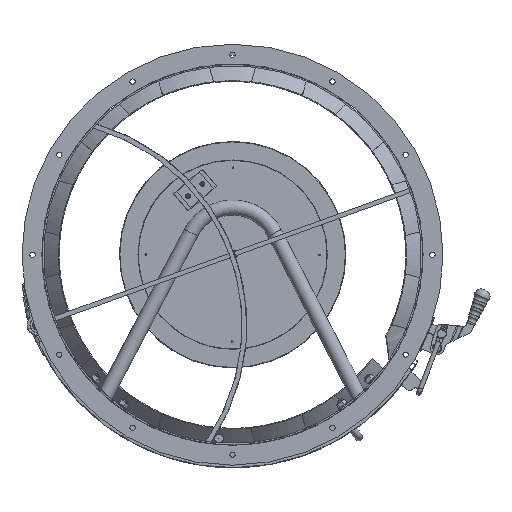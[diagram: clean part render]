
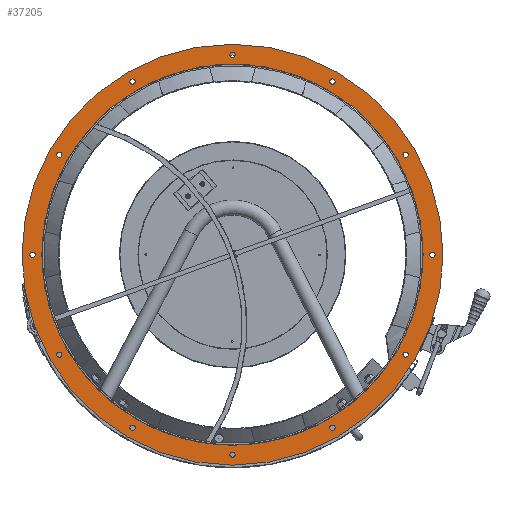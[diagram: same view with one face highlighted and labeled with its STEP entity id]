
A CAD part, front view. The second image highlights one B-rep face of the part: STEP entity #37205.
In plain terms, the highlighted planar face has unit normal (0, -1, 0).
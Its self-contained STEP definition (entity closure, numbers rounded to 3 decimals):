
#7065=PLANE('',#40696);
#8335=FACE_BOUND('',#13258,.T.);
#8336=FACE_BOUND('',#13259,.T.);
#8337=FACE_BOUND('',#13260,.T.);
#8338=FACE_BOUND('',#13261,.T.);
#8339=FACE_BOUND('',#13262,.T.);
#8340=FACE_BOUND('',#13263,.T.);
#8341=FACE_BOUND('',#13264,.T.);
#8342=FACE_BOUND('',#13265,.T.);
#8343=FACE_BOUND('',#13266,.T.);
#8344=FACE_BOUND('',#13267,.T.);
#8345=FACE_BOUND('',#13268,.T.);
#8346=FACE_BOUND('',#13269,.T.);
#8347=FACE_BOUND('',#13270,.T.);
#10432=FACE_OUTER_BOUND('',#13257,.T.);
#13257=EDGE_LOOP('',(#32463));
#13258=EDGE_LOOP('',(#32464));
#13259=EDGE_LOOP('',(#32465));
#13260=EDGE_LOOP('',(#32466));
#13261=EDGE_LOOP('',(#32467));
#13262=EDGE_LOOP('',(#32468));
#13263=EDGE_LOOP('',(#32469));
#13264=EDGE_LOOP('',(#32470));
#13265=EDGE_LOOP('',(#32471));
#13266=EDGE_LOOP('',(#32472));
#13267=EDGE_LOOP('',(#32473));
#13268=EDGE_LOOP('',(#32474));
#13269=EDGE_LOOP('',(#32475));
#13270=EDGE_LOOP('',(#32476));
#14799=CIRCLE('',#40659,7.);
#14801=CIRCLE('',#40662,7.);
#14803=CIRCLE('',#40665,7.);
#14805=CIRCLE('',#40668,7.);
#14807=CIRCLE('',#40671,7.);
#14809=CIRCLE('',#40674,7.);
#14811=CIRCLE('',#40677,7.);
#14813=CIRCLE('',#40680,7.);
#14815=CIRCLE('',#40683,7.);
#14817=CIRCLE('',#40686,7.);
#14819=CIRCLE('',#40689,7.);
#14821=CIRCLE('',#40692,7.);
#14822=CIRCLE('',#40694,558.);
#14824=CIRCLE('',#40697,505.5);
#18019=VERTEX_POINT('',#87527);
#18021=VERTEX_POINT('',#87532);
#18023=VERTEX_POINT('',#87537);
#18025=VERTEX_POINT('',#87542);
#18027=VERTEX_POINT('',#87547);
#18029=VERTEX_POINT('',#87552);
#18031=VERTEX_POINT('',#87557);
#18033=VERTEX_POINT('',#87562);
#18035=VERTEX_POINT('',#87567);
#18037=VERTEX_POINT('',#87572);
#18039=VERTEX_POINT('',#87577);
#18041=VERTEX_POINT('',#87582);
#18042=VERTEX_POINT('',#87585);
#18044=VERTEX_POINT('',#87590);
#22826=EDGE_CURVE('',#18019,#18019,#14799,.T.);
#22828=EDGE_CURVE('',#18021,#18021,#14801,.T.);
#22830=EDGE_CURVE('',#18023,#18023,#14803,.T.);
#22832=EDGE_CURVE('',#18025,#18025,#14805,.T.);
#22834=EDGE_CURVE('',#18027,#18027,#14807,.T.);
#22836=EDGE_CURVE('',#18029,#18029,#14809,.T.);
#22838=EDGE_CURVE('',#18031,#18031,#14811,.T.);
#22840=EDGE_CURVE('',#18033,#18033,#14813,.T.);
#22842=EDGE_CURVE('',#18035,#18035,#14815,.T.);
#22844=EDGE_CURVE('',#18037,#18037,#14817,.T.);
#22846=EDGE_CURVE('',#18039,#18039,#14819,.T.);
#22848=EDGE_CURVE('',#18041,#18041,#14821,.T.);
#22849=EDGE_CURVE('',#18042,#18042,#14822,.T.);
#22851=EDGE_CURVE('',#18044,#18044,#14824,.T.);
#32463=ORIENTED_EDGE('',*,*,#22849,.T.);
#32464=ORIENTED_EDGE('',*,*,#22826,.T.);
#32465=ORIENTED_EDGE('',*,*,#22828,.T.);
#32466=ORIENTED_EDGE('',*,*,#22830,.T.);
#32467=ORIENTED_EDGE('',*,*,#22832,.T.);
#32468=ORIENTED_EDGE('',*,*,#22834,.T.);
#32469=ORIENTED_EDGE('',*,*,#22836,.T.);
#32470=ORIENTED_EDGE('',*,*,#22838,.T.);
#32471=ORIENTED_EDGE('',*,*,#22840,.T.);
#32472=ORIENTED_EDGE('',*,*,#22842,.T.);
#32473=ORIENTED_EDGE('',*,*,#22844,.T.);
#32474=ORIENTED_EDGE('',*,*,#22846,.T.);
#32475=ORIENTED_EDGE('',*,*,#22848,.T.);
#32476=ORIENTED_EDGE('',*,*,#22851,.F.);
#37205=ADVANCED_FACE('',(#10432,#8335,#8336,#8337,#8338,#8339,#8340,#8341,
#8342,#8343,#8344,#8345,#8346,#8347),#7065,.T.);
#40659=AXIS2_PLACEMENT_3D('',#87528,#49860,#49861);
#40662=AXIS2_PLACEMENT_3D('',#87533,#49866,#49867);
#40665=AXIS2_PLACEMENT_3D('',#87538,#49872,#49873);
#40668=AXIS2_PLACEMENT_3D('',#87543,#49878,#49879);
#40671=AXIS2_PLACEMENT_3D('',#87548,#49884,#49885);
#40674=AXIS2_PLACEMENT_3D('',#87553,#49890,#49891);
#40677=AXIS2_PLACEMENT_3D('',#87558,#49896,#49897);
#40680=AXIS2_PLACEMENT_3D('',#87563,#49902,#49903);
#40683=AXIS2_PLACEMENT_3D('',#87568,#49908,#49909);
#40686=AXIS2_PLACEMENT_3D('',#87573,#49914,#49915);
#40689=AXIS2_PLACEMENT_3D('',#87578,#49920,#49921);
#40692=AXIS2_PLACEMENT_3D('',#87583,#49926,#49927);
#40694=AXIS2_PLACEMENT_3D('',#87586,#49930,#49931);
#40696=AXIS2_PLACEMENT_3D('',#87589,#49934,#49935);
#40697=AXIS2_PLACEMENT_3D('',#87591,#49936,#49937);
#49860=DIRECTION('center_axis',(0.,1.,0.));
#49861=DIRECTION('ref_axis',(-0.866,0.,0.5));
#49866=DIRECTION('center_axis',(0.,1.,0.));
#49867=DIRECTION('ref_axis',(-0.5,0.,0.866));
#49872=DIRECTION('center_axis',(0.,1.,0.));
#49873=DIRECTION('ref_axis',(0.,0.,1.));
#49878=DIRECTION('center_axis',(0.,1.,0.));
#49879=DIRECTION('ref_axis',(0.5,0.,0.866));
#49884=DIRECTION('center_axis',(0.,1.,0.));
#49885=DIRECTION('ref_axis',(0.866,0.,0.5));
#49890=DIRECTION('center_axis',(0.,1.,0.));
#49891=DIRECTION('ref_axis',(1.,0.,0.));
#49896=DIRECTION('center_axis',(0.,1.,0.));
#49897=DIRECTION('ref_axis',(0.866,0.,-0.5));
#49902=DIRECTION('center_axis',(0.,1.,0.));
#49903=DIRECTION('ref_axis',(0.5,0.,-0.866));
#49908=DIRECTION('center_axis',(0.,1.,0.));
#49909=DIRECTION('ref_axis',(0.,0.,
-1.));
#49914=DIRECTION('center_axis',(0.,1.,0.));
#49915=DIRECTION('ref_axis',(-0.5,0.,-0.866));
#49920=DIRECTION('center_axis',(0.,1.,0.));
#49921=DIRECTION('ref_axis',(-0.866,0.,-0.5));
#49926=DIRECTION('center_axis',(0.,1.,0.));
#49927=DIRECTION('ref_axis',(-1.,0.,0.));
#49930=DIRECTION('center_axis',(0.,-1.,0.));
#49931=DIRECTION('ref_axis',(-1.,0.,0.));
#49934=DIRECTION('center_axis',(0.,-1.,0.));
#49935=DIRECTION('ref_axis',(0.,0.,-1.));
#49936=DIRECTION('center_axis',(0.,-1.,0.));
#49937=DIRECTION('ref_axis',(-1.,0.,0.));
#87527=CARTESIAN_POINT('',(271.062,-485.,455.493));
#87528=CARTESIAN_POINT('Origin',(265.,-485.,458.993));
#87532=CARTESIAN_POINT('',(462.493,-485.,258.938));
#87533=CARTESIAN_POINT('Origin',(458.993,-485.,265.));
#87537=CARTESIAN_POINT('',(530.,-485.,-7.));
#87538=CARTESIAN_POINT('Origin',(530.,-485.,0.));
#87542=CARTESIAN_POINT('',(455.493,-485.,-271.062));
#87543=CARTESIAN_POINT('Origin',(458.993,-485.,-265.));
#87547=CARTESIAN_POINT('',(258.938,-485.,-462.493));
#87548=CARTESIAN_POINT('Origin',(265.,-485.,-458.993));
#87552=CARTESIAN_POINT('',(-7.,-485.,-530.));
#87553=CARTESIAN_POINT('Origin',(0.,-485.,-530.));
#87557=CARTESIAN_POINT('',(-271.062,-485.,-455.493));
#87558=CARTESIAN_POINT('Origin',(-265.,-485.,-458.993));
#87562=CARTESIAN_POINT('',(-462.493,-485.,-258.938));
#87563=CARTESIAN_POINT('Origin',(-458.993,-485.,-265.));
#87567=CARTESIAN_POINT('',(-530.,-485.,7.));
#87568=CARTESIAN_POINT('Origin',(-530.,-485.,0.));
#87572=CARTESIAN_POINT('',(-455.493,-485.,271.062));
#87573=CARTESIAN_POINT('Origin',(-458.993,-485.,265.));
#87577=CARTESIAN_POINT('',(-258.938,-485.,462.493));
#87578=CARTESIAN_POINT('Origin',(-265.,-485.,458.993));
#87582=CARTESIAN_POINT('',(7.,-485.,530.));
#87583=CARTESIAN_POINT('Origin',(0.,-485.,530.));
#87585=CARTESIAN_POINT('',(-558.,-485.,0.));
#87586=CARTESIAN_POINT('Origin',(0.,-485.,0.));
#87589=CARTESIAN_POINT('Origin',(-531.75,-485.,0.));
#87590=CARTESIAN_POINT('',(-505.5,-485.,0.));
#87591=CARTESIAN_POINT('Origin',(0.,-485.,0.));
